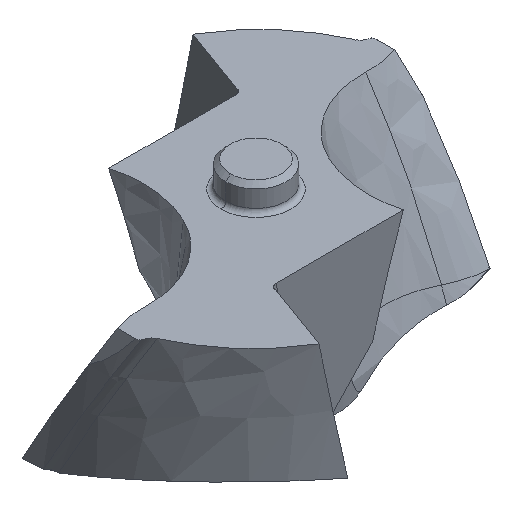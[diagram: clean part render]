
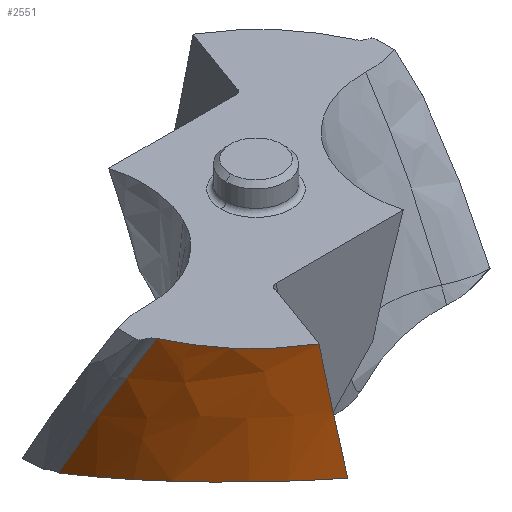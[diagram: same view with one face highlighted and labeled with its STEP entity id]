
A CAD part, isometric view. The second image highlights one B-rep face of the part: STEP entity #2551.
In plain terms, the highlighted free-form (B-spline) face has degree [3, 3] with [7, 5] control points.
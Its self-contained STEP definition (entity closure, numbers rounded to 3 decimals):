
#166=CARTESIAN_POINT('',(-3.351,-5.405,
0.));
#167=CARTESIAN_POINT('',(-3.802,-5.134,
0.));
#168=CARTESIAN_POINT('',(-4.804,-4.347,
0.));
#169=CARTESIAN_POINT('',(-5.533,-3.289,
0.));
#170=CARTESIAN_POINT('',(-5.838,-2.617,
0.));
#414=CARTESIAN_POINT('',(-6.4,0.,
-4.828));
#415=CARTESIAN_POINT('',(-6.401,-0.18,
-4.758));
#416=CARTESIAN_POINT('',(-6.385,-0.539,
-4.625));
#417=CARTESIAN_POINT('',(-6.32,-1.06,
-4.447));
#418=CARTESIAN_POINT('',(-6.203,-1.607,
-4.278));
#419=CARTESIAN_POINT('',(-6.045,-2.119,
-4.137));
#420=CARTESIAN_POINT('',(-5.827,-2.652,
-4.01));
#421=CARTESIAN_POINT('',(-5.562,-3.158,
-3.91));
#422=CARTESIAN_POINT('',(-5.262,-3.624,
-3.839));
#423=CARTESIAN_POINT('',(-4.922,-4.062,
-3.793));
#424=CARTESIAN_POINT('',(-4.551,-4.462,
-3.773));
#425=CARTESIAN_POINT('',(-4.16,-4.817,
-3.778));
#426=CARTESIAN_POINT('',(-3.728,-5.148,
-3.807));
#427=CARTESIAN_POINT('',(-3.256,-5.451,
-3.861));
#428=CARTESIAN_POINT('',(-2.907,-5.634,
-3.918));
#429=CARTESIAN_POINT('',(-2.724,-5.719,
-3.951));
#780=CARTESIAN_POINT('',(-6.4,0.034,
-4.833));
#798=CARTESIAN_POINT('',(-6.4,0.,
-4.828));
#799=CARTESIAN_POINT('',(-6.4,0.004,
-4.829));
#800=CARTESIAN_POINT('',(-6.4,0.011,
-4.83));
#801=CARTESIAN_POINT('',(-6.4,0.023,
-4.831));
#802=CARTESIAN_POINT('',(-6.4,0.03,
-4.832));
#803=CARTESIAN_POINT('',(-6.4,0.034,
-4.833));
#805=CARTESIAN_POINT('',(-6.4,0.034,
-4.833));
#806=CARTESIAN_POINT('',(-6.407,-0.483,
-3.886));
#807=CARTESIAN_POINT('',(-6.302,-1.382,
-2.275));
#808=CARTESIAN_POINT('',(-5.997,-2.263,
-0.664));
#809=CARTESIAN_POINT('',(-5.838,-2.617,
0.));
#811=CARTESIAN_POINT('',(-3.351,-5.405,
0.));
#812=CARTESIAN_POINT('',(-3.32,-5.415,
-0.181));
#813=CARTESIAN_POINT('',(-3.261,-5.435,
-0.535));
#814=CARTESIAN_POINT('',(-3.177,-5.465,
-1.04));
#815=CARTESIAN_POINT('',(-3.098,-5.496,
-1.526));
#816=CARTESIAN_POINT('',(-3.026,-5.528,
-1.968));
#817=CARTESIAN_POINT('',(-2.946,-5.567,
-2.469));
#818=CARTESIAN_POINT('',(-2.864,-5.615,
-2.999));
#819=CARTESIAN_POINT('',(-2.791,-5.665,
-3.487));
#820=CARTESIAN_POINT('',(-2.745,-5.701,
-3.799));
#821=CARTESIAN_POINT('',(-2.724,-5.719,
-3.951));
#973=CARTESIAN_POINT('',(-3.351,-5.405,
0.));
#974=VERTEX_POINT('',#973);
#975=VERTEX_POINT('',#170);
#1006=CARTESIAN_POINT('',(-6.4,0.,
-4.828));
#1007=VERTEX_POINT('',#1006);
#1008=VERTEX_POINT('',#429);
#1023=VERTEX_POINT('',#780);
#2507=CARTESIAN_POINT('',(-2.995,-5.651,
-4.881));
#2508=CARTESIAN_POINT('',(-2.609,-5.775,
-3.918));
#2509=CARTESIAN_POINT('',(-1.831,-6.006,
-2.276));
#2510=CARTESIAN_POINT('',(-0.846,-6.219,
-0.634));
#2511=CARTESIAN_POINT('',(-0.403,-6.298,
0.046));
#2512=CARTESIAN_POINT('',(-3.063,-5.615,
-4.881));
#2513=CARTESIAN_POINT('',(-2.679,-5.745,
-3.918));
#2514=CARTESIAN_POINT('',(-1.903,-5.987,
-2.276));
#2515=CARTESIAN_POINT('',(-0.92,-6.211,
-0.634));
#2516=CARTESIAN_POINT('',(-0.479,-6.294,
0.046));
#2517=CARTESIAN_POINT('',(-3.788,-5.215,
-4.881));
#2518=CARTESIAN_POINT('',(-3.422,-5.413,
-3.918));
#2519=CARTESIAN_POINT('',(-2.675,-5.771,
-2.276));
#2520=CARTESIAN_POINT('',(-1.721,-6.111,
-0.634));
#2521=CARTESIAN_POINT('',(-1.292,-6.242,
0.046));
#2522=CARTESIAN_POINT('',(-5.017,-4.183,
-4.881));
#2523=CARTESIAN_POINT('',(-4.708,-4.504,
-3.918));
#2524=CARTESIAN_POINT('',(-4.061,-5.072,
-2.276));
#2525=CARTESIAN_POINT('',(-3.206,-5.621,
-0.634));
#2526=CARTESIAN_POINT('',(-2.818,-5.839,
0.046));
#2527=CARTESIAN_POINT('',(-6.165,-2.176,
-4.881));
#2528=CARTESIAN_POINT('',(-5.996,-2.634,
-3.918));
#2529=CARTESIAN_POINT('',(-5.587,-3.436,
-2.276));
#2530=CARTESIAN_POINT('',(-4.97,-4.219,
-0.634));
#2531=CARTESIAN_POINT('',(-4.681,-4.533,
0.046));
#2532=CARTESIAN_POINT('',(-6.415,-0.645,
-4.881));
#2533=CARTESIAN_POINT('',(-6.365,-1.157,
-3.918));
#2534=CARTESIAN_POINT('',(-6.161,-2.049,
-2.276));
#2535=CARTESIAN_POINT('',(-5.75,-2.923,
-0.634));
#2536=CARTESIAN_POINT('',(-5.545,-3.275,
0.046));
#2537=CARTESIAN_POINT('',(-6.399,0.129,
-4.881));
#2538=CARTESIAN_POINT('',(-6.414,-0.398,
-3.918));
#2539=CARTESIAN_POINT('',(-6.318,-1.317,
-2.276));
#2540=CARTESIAN_POINT('',(-6.015,-2.217,
-0.634));
#2541=CARTESIAN_POINT('',(-5.855,-2.58,
0.046));
#2542=B_SPLINE_SURFACE_WITH_KNOTS('',3,3,((#2507,#2508,#2509,#2510,#2511),
(#2512,#2513,#2514,#2515,#2516),(#2517,#2518,#2519,#2520,#2521),(#2522,#2523,
#2524,#2525,#2526),(#2527,#2528,#2529,#2530,#2531),(#2532,#2533,#2534,#2535,
#2536),(#2537,#2538,#2539,#2540,#2541)),.UNSPECIFIED.,.F.,.F.,.F.,(4,1,1,1,4),
(4,1,4),(0.224,0.25,0.5,0.75,1.008),(
0.068,3.403,5.757),.UNSPECIFIED.);
#2543=ORIENTED_EDGE('',*,*,#1717,.F.);
#2544=ORIENTED_EDGE('',*,*,#1761,.T.);
#2545=ORIENTED_EDGE('',*,*,#2495,.T.);
#2546=ORIENTED_EDGE('',*,*,#1312,.F.);
#2548=ORIENTED_EDGE('',*,*,#2547,.T.);
#2549=EDGE_LOOP('',(#2543,#2544,#2545,#2546,#2548));
#2550=FACE_OUTER_BOUND('',#2549,.F.);
#171=B_SPLINE_CURVE_WITH_KNOTS('',3,(#166,#167,#168,#169,#170),.UNSPECIFIED.,
.F.,.F.,(4,1,4),(0.,0.416,1.),.UNSPECIFIED.);
#430=B_SPLINE_CURVE_WITH_KNOTS('',3,(#414,#415,#416,#417,#418,#419,#420,#421,
#422,#423,#424,#425,#426,#427,#428,#429),.UNSPECIFIED.,.F.,.F.,(4,1,1,1,1,1,1,1,
1,1,1,1,1,4),(0.,0.077,0.154,0.231,
0.308,0.385,0.462,0.538,
0.615,0.692,0.769,0.846,
0.923,1.),.UNSPECIFIED.);
#804=B_SPLINE_CURVE_WITH_KNOTS('',3,(#798,#799,#800,#801,#802,#803),
.UNSPECIFIED.,.F.,.F.,(4,1,1,4),(0.,0.333,0.667,1.),
.UNSPECIFIED.);
#810=B_SPLINE_CURVE_WITH_KNOTS('',3,(#805,#806,#807,#808,#809),.UNSPECIFIED.,
.F.,.F.,(4,1,4),(0.,0.588,1.),.UNSPECIFIED.);
#822=B_SPLINE_CURVE_WITH_KNOTS('',3,(#811,#812,#813,#814,#815,#816,#817,#818,
#819,#820,#821),.UNSPECIFIED.,.F.,.F.,(4,1,1,1,1,1,1,1,4),(0.,0.125,0.25,
0.375,0.5,0.625,0.75,0.875,1.),.UNSPECIFIED.);
#1312=EDGE_CURVE('',#974,#975,#171,.T.);
#1717=EDGE_CURVE('',#1007,#1008,#430,.T.);
#1761=EDGE_CURVE('',#1007,#1023,#804,.T.);
#2495=EDGE_CURVE('',#1023,#975,#810,.T.);
#2547=EDGE_CURVE('',#974,#1008,#822,.T.);
#2551=ADVANCED_FACE('',(#2550),#2542,.F.);
